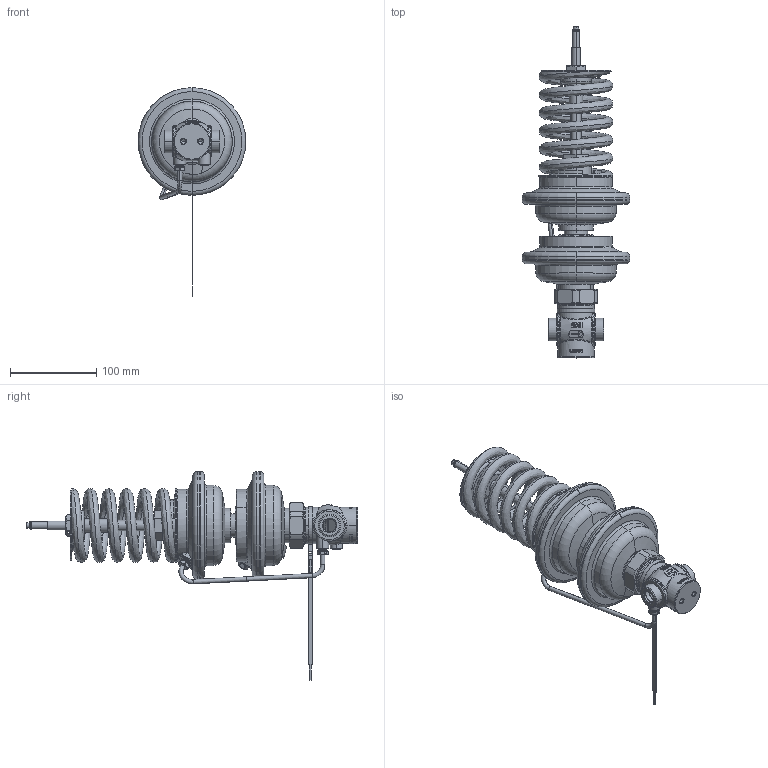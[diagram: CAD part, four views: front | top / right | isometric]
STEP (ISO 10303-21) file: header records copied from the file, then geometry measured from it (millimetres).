
FILE_DESCRIPTION((''),'2;1');
FILE_NAME('003H6960_ASM','2015-03-12T',('u317927'),('Danfoss'),'PRO/ENGINEER BY PARAMETRIC TECHNOLOGY CORPORATION, 2014000','PRO/ENGINEER BY PARAMETRIC TECHNOLOGY CORPORATION, 2014000','');
FILE_SCHEMA(('CONFIG_CONTROL_DESIGN'));
Products named in the file (30): 8882982; 8882977_ASM; 8882888_ASM; 8882820; 5454030; 8882056; 88810790_ZAVIHAN; 8883732; 8883810; 8883849; 8883848; 8890090; 8881085; 8881101; 8881097_ASM; 8881099; 8883906; 8881075; 8881100; 8881103; 88837980_ASM; 5211524; 8881022; 88820060; 8882902; 8881111; 1206227; 8883503; 8883573; 003H6960_ASM
Assembly tree (35 placements, depth 4):
  003H6960_ASM
    8882977_ASM
      8882982
    8882888_ASM
    8882820
    5454030  x3
    8882056
    88837980_ASM
      88810790_ZAVIHAN  x2
      8883732
      8883810  x2
      8883849
      8883848
      8890090
      8881085
      8881097_ASM
        8881101
      8881099
      8883906
      8881075
      8881100
      8881103
    5211524  x2
    8881022  x2
    88820060
    8882902
    8881111
    1206227
    8883503
    8883573
Bounding box: 125.09 x 385.8 x 242.55 mm (x, y, z)
Volume: 647683.8 mm3; surface area: 334412.7 mm2
Topology: 31 solids, 52 shells, 2293 faces, 5618 edges, 3505 vertices
Faces by surface type: plane 1060, cylinder 476, cone 352, torus 262, bspline 127, sphere 16
Entity records: 62045 total; most frequent: CARTESIAN_POINT 20018, ORIENTED_EDGE 8752, DIRECTION 8530, EDGE_CURVE 4423, AXIS2_PLACEMENT_3D 3444, VERTEX_POINT 2767, EDGE_LOOP 1969, FACE_OUTER_BOUND 1811
